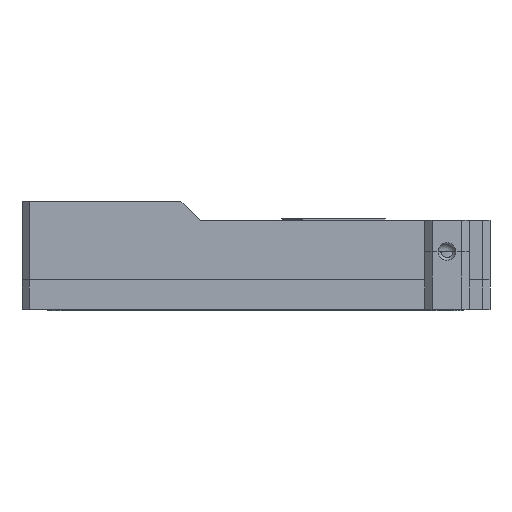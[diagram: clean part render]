
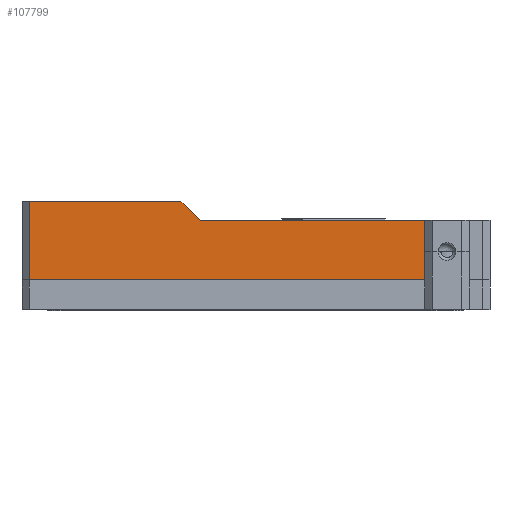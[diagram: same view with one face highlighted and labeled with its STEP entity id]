
A CAD part, front view. The second image highlights one B-rep face of the part: STEP entity #107799.
In plain terms, the highlighted planar face has unit normal (0, -1, 0).
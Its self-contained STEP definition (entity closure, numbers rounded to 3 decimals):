
#7699=FACE_OUTER_BOUND('',#13392,.T.);
#13392=EDGE_LOOP('',(#82549,#82550,#82551,#82552,#82553,#82554,#82555,#82556));
#22039=LINE('',#164421,#34951);
#22113=LINE('',#164612,#35025);
#22138=LINE('',#164670,#35050);
#22153=LINE('',#164715,#35065);
#22165=LINE('',#164738,#35077);
#22208=LINE('',#164847,#35120);
#22220=LINE('',#164881,#35132);
#22236=LINE('',#164916,#35148);
#34951=VECTOR('',#131869,10.);
#35025=VECTOR('',#131997,1000.);
#35050=VECTOR('',#132044,1000.);
#35065=VECTOR('',#132089,1000.);
#35077=VECTOR('',#132123,1000.);
#35120=VECTOR('',#132258,1000.);
#35132=VECTOR('',#132286,1000.);
#35148=VECTOR('',#132328,1000.);
#46778=VERTEX_POINT('',#164418);
#46779=VERTEX_POINT('',#164420);
#46868=VERTEX_POINT('',#164609);
#46869=VERTEX_POINT('',#164611);
#46890=VERTEX_POINT('',#164667);
#46891=VERTEX_POINT('',#164669);
#46925=VERTEX_POINT('',#164845);
#46926=VERTEX_POINT('',#164846);
#59619=EDGE_CURVE('',#46778,#46779,#22039,.T.);
#59713=EDGE_CURVE('',#46869,#46868,#22113,.T.);
#59744=EDGE_CURVE('',#46891,#46890,#22138,.T.);
#59767=EDGE_CURVE('',#46890,#46869,#22153,.T.);
#59781=EDGE_CURVE('',#46779,#46868,#22165,.T.);
#59829=EDGE_CURVE('',#46925,#46926,#22208,.T.);
#59847=EDGE_CURVE('',#46778,#46926,#22220,.T.);
#59865=EDGE_CURVE('',#46925,#46891,#22236,.T.);
#82549=ORIENTED_EDGE('',*,*,#59847,.T.);
#82550=ORIENTED_EDGE('',*,*,#59829,.F.);
#82551=ORIENTED_EDGE('',*,*,#59865,.T.);
#82552=ORIENTED_EDGE('',*,*,#59744,.T.);
#82553=ORIENTED_EDGE('',*,*,#59767,.T.);
#82554=ORIENTED_EDGE('',*,*,#59713,.T.);
#82555=ORIENTED_EDGE('',*,*,#59781,.F.);
#82556=ORIENTED_EDGE('',*,*,#59619,.F.);
#103170=PLANE('',#114664);
#107799=ADVANCED_FACE('',(#7699),#103170,.F.);
#114664=AXIS2_PLACEMENT_3D('',#164915,#132326,#132327);
#131869=DIRECTION('',(1.,0.,0.));
#131997=DIRECTION('',(1.,0.,0.));
#132044=DIRECTION('',(1.,0.,0.));
#132089=DIRECTION('',(0.,0.,1.));
#132123=DIRECTION('',(0.,0.,-1.));
#132258=DIRECTION('',(1.,0.,0.));
#132286=DIRECTION('',(-0.707,0.,0.707));
#132326=DIRECTION('center_axis',(0.,1.,0.));
#132327=DIRECTION('ref_axis',(1.,0.,0.));
#132328=DIRECTION('',(0.,0.,-1.));
#164418=CARTESIAN_POINT('',(12.,0.,4.));
#164420=CARTESIAN_POINT('',(27.1,0.,4.));
#164421=CARTESIAN_POINT('',(7.875,0.,4.));
#164609=CARTESIAN_POINT('',(27.1,0.,1.9));
#164611=CARTESIAN_POINT('',(27.075,0.,1.9));
#164612=CARTESIAN_POINT('',(30.125,0.,1.9));
#164667=CARTESIAN_POINT('',(27.075,0.,0.));
#164669=CARTESIAN_POINT('',(0.5,0.,0.));
#164670=CARTESIAN_POINT('',(0.,0.,0.));
#164715=CARTESIAN_POINT('',(27.075,0.,0.));
#164738=CARTESIAN_POINT('',(27.1,0.,4.));
#164845=CARTESIAN_POINT('',(0.5,0.,5.3));
#164846=CARTESIAN_POINT('',(10.7,0.,5.3));
#164847=CARTESIAN_POINT('',(0.,0.,5.3));
#164881=CARTESIAN_POINT('',(12.,0.,4.));
#164915=CARTESIAN_POINT('Origin',(0.,0.,5.3));
#164916=CARTESIAN_POINT('',(0.5,0.,5.3));
